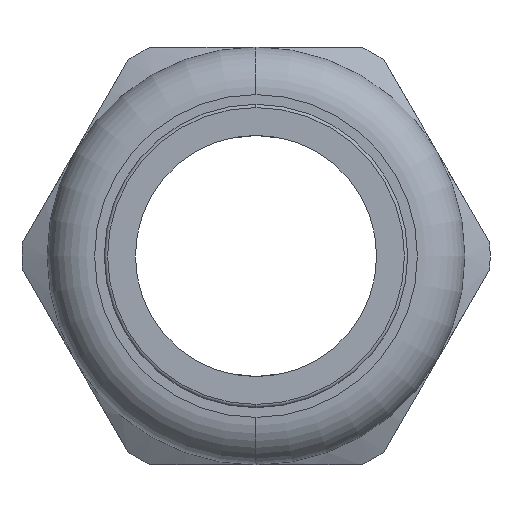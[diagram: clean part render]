
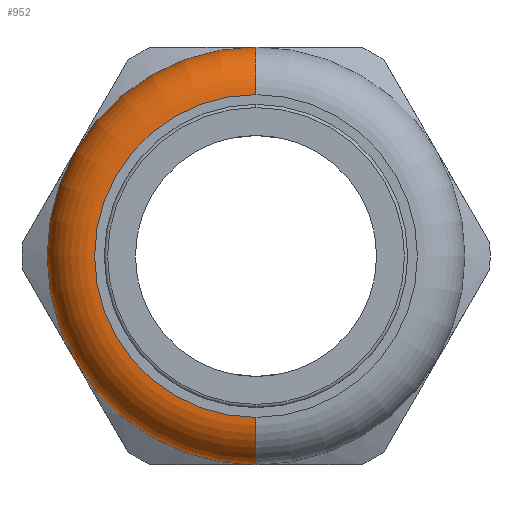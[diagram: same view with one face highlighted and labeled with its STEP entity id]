
A CAD part, left-side view. The second image highlights one B-rep face of the part: STEP entity #952.
In plain terms, the highlighted toroidal (fillet/blend) face has major radius 12.751 mm and minor radius 3.759 mm.
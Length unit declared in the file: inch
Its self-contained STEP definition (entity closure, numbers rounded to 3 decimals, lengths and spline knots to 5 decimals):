
#872 = EDGE_CURVE ( 'NONE', #974, #975, #2613, .T. ) ;
#922 = VERTEX_POINT ( 'NONE', #2705 ) ;
#923 = ORIENTED_EDGE ( 'NONE', *, *, #924, .F. ) ;
#924 = EDGE_CURVE ( 'NONE', #930, #922, #2766, .T. ) ;
#930 = VERTEX_POINT ( 'NONE', #2751 ) ;
#931 = ORIENTED_EDGE ( 'NONE', *, *, #932, .F. ) ;
#932 = EDGE_CURVE ( 'NONE', #975, #930, #2749, .T. ) ;
#952 = ADVANCED_FACE ( 'NONE', ( #2830 ), #2828, .T. ) ;
#953 = EDGE_LOOP ( 'NONE', ( #954, #976, #923, #931 ) ) ;
#954 = ORIENTED_EDGE ( 'NONE', *, *, #872, .F. ) ;
#974 = VERTEX_POINT ( 'NONE', #2852 ) ;
#975 = VERTEX_POINT ( 'NONE', #2851 ) ;
#976 = ORIENTED_EDGE ( 'NONE', *, *, #977, .T. ) ;
#977 = EDGE_CURVE ( 'NONE', #974, #922, #2850, .T. ) ;
#2613 = CIRCLE ( 'NONE', #2671, 0.502 ) ;
#2668 = DIRECTION ( 'NONE',  ( 0., 0., -1. ) ) ;
#2669 = DIRECTION ( 'NONE',  ( -1., 0., 0. ) ) ;
#2670 = CARTESIAN_POINT ( 'NONE',  ( -1.22, 0., 0. ) ) ;
#2671 = AXIS2_PLACEMENT_3D ( 'NONE', #2670, #2669, #2668 ) ;
#2705 = CARTESIAN_POINT ( 'NONE',  ( -1.072, 0., 0.65 ) ) ;
#2745 = DIRECTION ( 'NONE',  ( 0., 0., -1. ) ) ;
#2746 = DIRECTION ( 'NONE',  ( 0., -1., 0. ) ) ;
#2747 = CARTESIAN_POINT ( 'NONE',  ( -1.072, 0., -0.502 ) ) ;
#2748 = AXIS2_PLACEMENT_3D ( 'NONE', #2747, #2746, #2745 ) ;
#2749 = CIRCLE ( 'NONE', #2748, 0.148 ) ;
#2751 = CARTESIAN_POINT ( 'NONE',  ( -1.072, 0., -0.65 ) ) ;
#2762 = DIRECTION ( 'NONE',  ( 0., 0., -1. ) ) ;
#2763 = DIRECTION ( 'NONE',  ( 1., 0., 0. ) ) ;
#2764 = CARTESIAN_POINT ( 'NONE',  ( -1.072, 0., 0. ) ) ;
#2765 = AXIS2_PLACEMENT_3D ( 'NONE', #2764, #2763, #2762 ) ;
#2766 = CIRCLE ( 'NONE', #2765, 0.65 ) ;
#2825 = DIRECTION ( 'NONE',  ( 0., 0., -1. ) ) ;
#2826 = DIRECTION ( 'NONE',  ( 1., 0., 0. ) ) ;
#2827 = AXIS2_PLACEMENT_3D ( 'NONE', #2829, #2826, #2825 ) ;
#2828 = TOROIDAL_SURFACE ( 'NONE', #2827, 0.502, 0.148 ) ;
#2829 = CARTESIAN_POINT ( 'NONE',  ( -1.072, 0., 0. ) ) ;
#2830 = FACE_OUTER_BOUND ( 'NONE', #953, .T. ) ;
#2846 = DIRECTION ( 'NONE',  ( 0., 0., 1. ) ) ;
#2847 = DIRECTION ( 'NONE',  ( 0., 1., 0. ) ) ;
#2848 = CARTESIAN_POINT ( 'NONE',  ( -1.072, 0., 0.502 ) ) ;
#2849 = AXIS2_PLACEMENT_3D ( 'NONE', #2848, #2847, #2846 ) ;
#2850 = CIRCLE ( 'NONE', #2849, 0.148 ) ;
#2851 = CARTESIAN_POINT ( 'NONE',  ( -1.22, 0., -0.502 ) ) ;
#2852 = CARTESIAN_POINT ( 'NONE',  ( -1.22, 0., 0.502 ) ) ;
